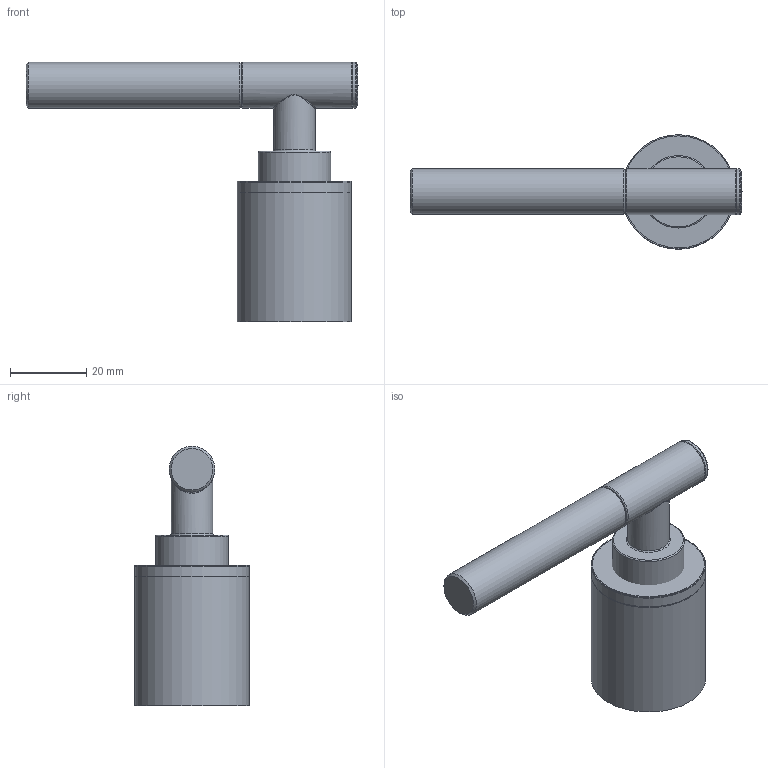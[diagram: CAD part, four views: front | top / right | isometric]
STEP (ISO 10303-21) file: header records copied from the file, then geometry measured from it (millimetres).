
FILE_DESCRIPTION(/* description */ ('Unknown'),/* implementation_level */ '2;1');
FILE_NAME(/* name */ '48465000 New1',/* time_stamp */ '2023-07-27T10:58:17+02:00',/* author */ ('Unknown'),/* organization */ ('GROHE AG'),/* preprocessor_version */ 'ST-DEVELOPER v16.7',/* originating_system */ 'DEX',/* authorisation */ $);
FILE_SCHEMA (('AUTOMOTIVE_DESIGN {1 0 10303 214 3 1 1}'));
Length unit declared in the file: millimetre
Products named in the file (3): 48465000 New1; 48465000 New1_0; id46
Assembly tree (2 placements, depth 2):
  48465000 New1
    48465000 New1_0
    id46
Bounding box: 87.08 x 30 x 68.04 mm (x, y, z)
Volume: 26070.1 mm3; surface area: 9847.5 mm2
Topology: 1 solids, 4 shells, 26 faces, 61 edges, 38 vertices
Faces by surface type: cone 8, cylinder 7, torus 7, plane 3, bspline 1
Full cylindrical faces by diameter (mm): 10.91 x1, 12 x1, 12.005 x2, 19 x1, 29.997 x1, 30 x1
Entity records: 769 total; most frequent: CARTESIAN_POINT 219, DIRECTION 106, AXIS2_PLACEMENT_3D 53, FACE_BOUND 50, ORIENTED_EDGE 49, EDGE_LOOP 49, VERTEX_POINT 28, EDGE_CURVE 27
